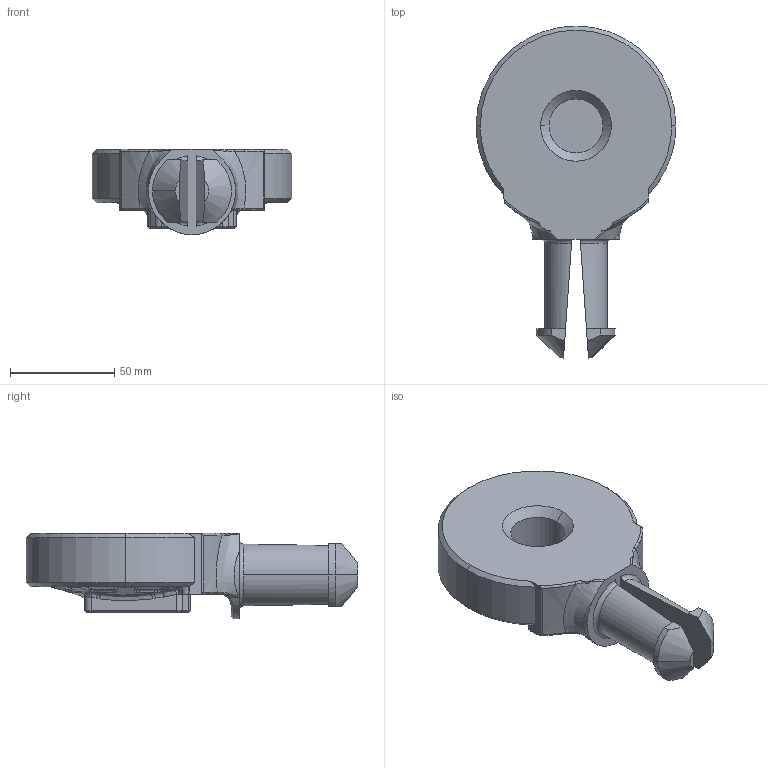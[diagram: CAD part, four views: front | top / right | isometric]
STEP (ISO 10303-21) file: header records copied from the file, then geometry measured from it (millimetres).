
FILE_DESCRIPTION (( 'STEP AP214' ), '1' );
FILE_NAME ('printable_cheetah_abad.STEP', '2025-06-27T19:25:53', ( '' ), ( '' ), 'SwSTEP 2.0', 'SolidWorks 2024', '' );
FILE_SCHEMA (( 'AUTOMOTIVE_DESIGN' ));
Length unit declared in the file: millimetre
Products named in the file (1): printable_cheetah_abad
Bounding box: 96 x 159.5 x 41 mm (x, y, z)
Volume: 233094.6 mm3; surface area: 37309.5 mm2
Topology: 1 solids, 2 shells, 338 faces, 844 edges, 508 vertices
Faces by surface type: bspline 118, cylinder 85, torus 54, plane 43, cone 34, sphere 4
Entity records: 12860 total; most frequent: CARTESIAN_POINT 5557, ORIENTED_EDGE 1676, DIRECTION 1380, EDGE_CURVE 838, AXIS2_PLACEMENT_3D 592, VERTEX_POINT 508, CIRCLE 371, EDGE_LOOP 344
